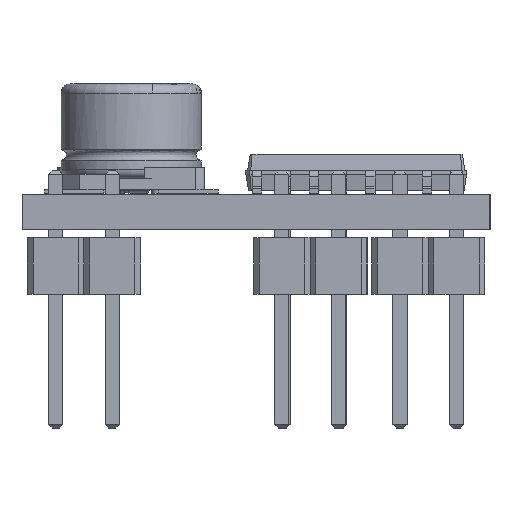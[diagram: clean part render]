
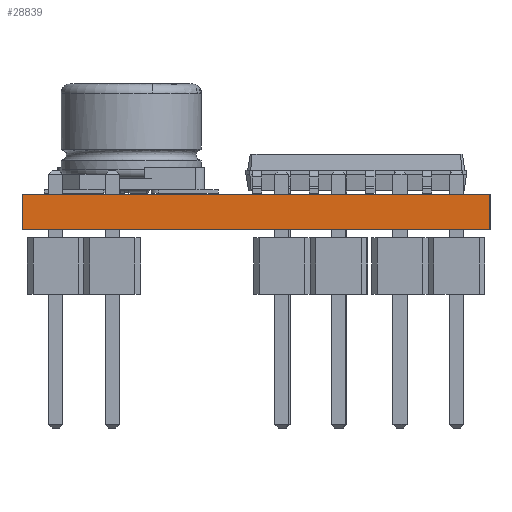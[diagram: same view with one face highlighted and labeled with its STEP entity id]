
A CAD part, left-side view. The second image highlights one B-rep face of the part: STEP entity #28839.
In plain terms, the highlighted planar face has unit normal (-1, 0, 0).
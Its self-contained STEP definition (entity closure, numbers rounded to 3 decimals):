
#28723 = EDGE_CURVE('',#28724,#28726,#28728,.T.);
#28724 = VERTEX_POINT('',#28725);
#28725 = CARTESIAN_POINT('',(-12.5,10.5,0.));
#28726 = VERTEX_POINT('',#28727);
#28727 = CARTESIAN_POINT('',(-12.5,10.5,1.6));
#28728 = SURFACE_CURVE('',#28729,(#28733,#28745),.PCURVE_S1.);
#28729 = LINE('',#28730,#28731);
#28730 = CARTESIAN_POINT('',(-12.5,10.5,0.));
#28731 = VECTOR('',#28732,1.);
#28732 = DIRECTION('',(0.,0.,1.));
#28733 = PCURVE('',#28734,#28739);
#28734 = PLANE('',#28735);
#28735 = AXIS2_PLACEMENT_3D('',#28736,#28737,#28738);
#28736 = CARTESIAN_POINT('',(-12.5,10.5,0.));
#28737 = DIRECTION('',(0.,1.,0.));
#28738 = DIRECTION('',(1.,0.,0.));
#28739 = DEFINITIONAL_REPRESENTATION('',(#28740),#28744);
#28740 = LINE('',#28741,#28742);
#28741 = CARTESIAN_POINT('',(0.,0.));
#28742 = VECTOR('',#28743,1.);
#28743 = DIRECTION('',(0.,-1.));
#28744 = ( GEOMETRIC_REPRESENTATION_CONTEXT(2) 
PARAMETRIC_REPRESENTATION_CONTEXT() REPRESENTATION_CONTEXT('2D SPACE',''
  ) );
#28745 = PCURVE('',#28746,#28751);
#28746 = PLANE('',#28747);
#28747 = AXIS2_PLACEMENT_3D('',#28748,#28749,#28750);
#28748 = CARTESIAN_POINT('',(-12.5,-10.5,0.));
#28749 = DIRECTION('',(-1.,0.,0.));
#28750 = DIRECTION('',(0.,1.,0.));
#28751 = DEFINITIONAL_REPRESENTATION('',(#28752),#28756);
#28752 = LINE('',#28753,#28754);
#28753 = CARTESIAN_POINT('',(21.,0.));
#28754 = VECTOR('',#28755,1.);
#28755 = DIRECTION('',(0.,-1.));
#28756 = ( GEOMETRIC_REPRESENTATION_CONTEXT(2) 
PARAMETRIC_REPRESENTATION_CONTEXT() REPRESENTATION_CONTEXT('2D SPACE',''
  ) );
#28774 = PLANE('',#28775);
#28775 = AXIS2_PLACEMENT_3D('',#28776,#28777,#28778);
#28776 = CARTESIAN_POINT('',(0.,0.,1.6));
#28777 = DIRECTION('',(-0.,-0.,-1.));
#28778 = DIRECTION('',(-1.,0.,0.));
#28828 = PLANE('',#28829);
#28829 = AXIS2_PLACEMENT_3D('',#28830,#28831,#28832);
#28830 = CARTESIAN_POINT('',(0.,0.,0.));
#28831 = DIRECTION('',(-0.,-0.,-1.));
#28832 = DIRECTION('',(-1.,0.,0.));
#28839 = ADVANCED_FACE('',(#28840),#28746,.T.);
#28840 = FACE_BOUND('',#28841,.T.);
#28841 = EDGE_LOOP('',(#28842,#28872,#28893,#28894));
#28842 = ORIENTED_EDGE('',*,*,#28843,.T.);
#28843 = EDGE_CURVE('',#28844,#28846,#28848,.T.);
#28844 = VERTEX_POINT('',#28845);
#28845 = CARTESIAN_POINT('',(-12.5,-10.5,0.));
#28846 = VERTEX_POINT('',#28847);
#28847 = CARTESIAN_POINT('',(-12.5,-10.5,1.6));
#28848 = SURFACE_CURVE('',#28849,(#28853,#28860),.PCURVE_S1.);
#28849 = LINE('',#28850,#28851);
#28850 = CARTESIAN_POINT('',(-12.5,-10.5,0.));
#28851 = VECTOR('',#28852,1.);
#28852 = DIRECTION('',(0.,0.,1.));
#28853 = PCURVE('',#28746,#28854);
#28854 = DEFINITIONAL_REPRESENTATION('',(#28855),#28859);
#28855 = LINE('',#28856,#28857);
#28856 = CARTESIAN_POINT('',(0.,0.));
#28857 = VECTOR('',#28858,1.);
#28858 = DIRECTION('',(0.,-1.));
#28859 = ( GEOMETRIC_REPRESENTATION_CONTEXT(2) 
PARAMETRIC_REPRESENTATION_CONTEXT() REPRESENTATION_CONTEXT('2D SPACE',''
  ) );
#28860 = PCURVE('',#28861,#28866);
#28861 = PLANE('',#28862);
#28862 = AXIS2_PLACEMENT_3D('',#28863,#28864,#28865);
#28863 = CARTESIAN_POINT('',(12.5,-10.5,0.));
#28864 = DIRECTION('',(0.,-1.,0.));
#28865 = DIRECTION('',(-1.,0.,0.));
#28866 = DEFINITIONAL_REPRESENTATION('',(#28867),#28871);
#28867 = LINE('',#28868,#28869);
#28868 = CARTESIAN_POINT('',(25.,0.));
#28869 = VECTOR('',#28870,1.);
#28870 = DIRECTION('',(0.,-1.));
#28871 = ( GEOMETRIC_REPRESENTATION_CONTEXT(2) 
PARAMETRIC_REPRESENTATION_CONTEXT() REPRESENTATION_CONTEXT('2D SPACE',''
  ) );
#28872 = ORIENTED_EDGE('',*,*,#28873,.T.);
#28873 = EDGE_CURVE('',#28846,#28726,#28874,.T.);
#28874 = SURFACE_CURVE('',#28875,(#28879,#28886),.PCURVE_S1.);
#28875 = LINE('',#28876,#28877);
#28876 = CARTESIAN_POINT('',(-12.5,-10.5,1.6));
#28877 = VECTOR('',#28878,1.);
#28878 = DIRECTION('',(0.,1.,0.));
#28879 = PCURVE('',#28746,#28880);
#28880 = DEFINITIONAL_REPRESENTATION('',(#28881),#28885);
#28881 = LINE('',#28882,#28883);
#28882 = CARTESIAN_POINT('',(0.,-1.6));
#28883 = VECTOR('',#28884,1.);
#28884 = DIRECTION('',(1.,0.));
#28885 = ( GEOMETRIC_REPRESENTATION_CONTEXT(2) 
PARAMETRIC_REPRESENTATION_CONTEXT() REPRESENTATION_CONTEXT('2D SPACE',''
  ) );
#28886 = PCURVE('',#28774,#28887);
#28887 = DEFINITIONAL_REPRESENTATION('',(#28888),#28892);
#28888 = LINE('',#28889,#28890);
#28889 = CARTESIAN_POINT('',(12.5,-10.5));
#28890 = VECTOR('',#28891,1.);
#28891 = DIRECTION('',(0.,1.));
#28892 = ( GEOMETRIC_REPRESENTATION_CONTEXT(2) 
PARAMETRIC_REPRESENTATION_CONTEXT() REPRESENTATION_CONTEXT('2D SPACE',''
  ) );
#28893 = ORIENTED_EDGE('',*,*,#28723,.F.);
#28894 = ORIENTED_EDGE('',*,*,#28895,.F.);
#28895 = EDGE_CURVE('',#28844,#28724,#28896,.T.);
#28896 = SURFACE_CURVE('',#28897,(#28901,#28908),.PCURVE_S1.);
#28897 = LINE('',#28898,#28899);
#28898 = CARTESIAN_POINT('',(-12.5,-10.5,0.));
#28899 = VECTOR('',#28900,1.);
#28900 = DIRECTION('',(0.,1.,0.));
#28901 = PCURVE('',#28746,#28902);
#28902 = DEFINITIONAL_REPRESENTATION('',(#28903),#28907);
#28903 = LINE('',#28904,#28905);
#28904 = CARTESIAN_POINT('',(0.,0.));
#28905 = VECTOR('',#28906,1.);
#28906 = DIRECTION('',(1.,0.));
#28907 = ( GEOMETRIC_REPRESENTATION_CONTEXT(2) 
PARAMETRIC_REPRESENTATION_CONTEXT() REPRESENTATION_CONTEXT('2D SPACE',''
  ) );
#28908 = PCURVE('',#28828,#28909);
#28909 = DEFINITIONAL_REPRESENTATION('',(#28910),#28914);
#28910 = LINE('',#28911,#28912);
#28911 = CARTESIAN_POINT('',(12.5,-10.5));
#28912 = VECTOR('',#28913,1.);
#28913 = DIRECTION('',(0.,1.));
#28914 = ( GEOMETRIC_REPRESENTATION_CONTEXT(2) 
PARAMETRIC_REPRESENTATION_CONTEXT() REPRESENTATION_CONTEXT('2D SPACE',''
  ) );
